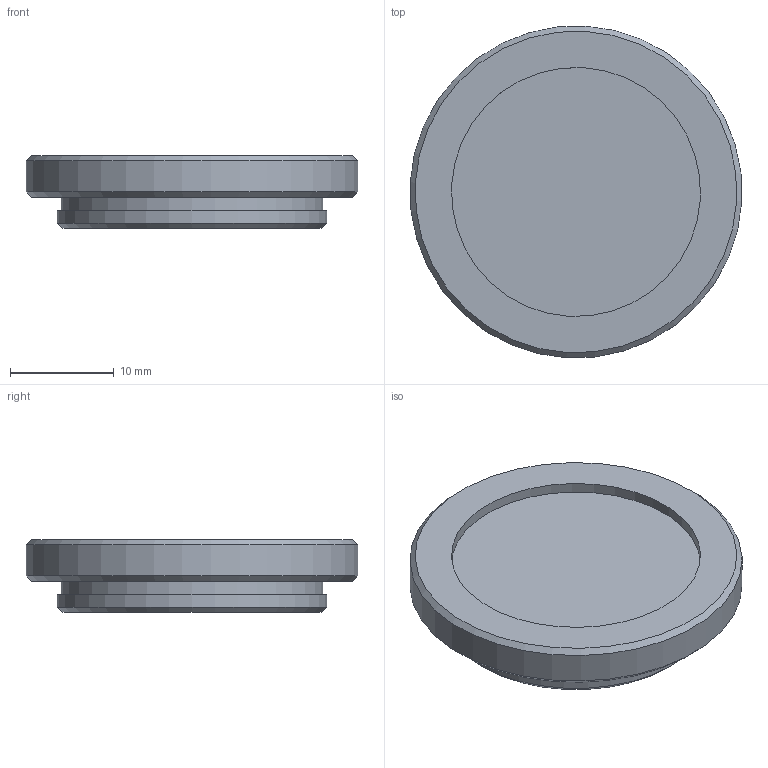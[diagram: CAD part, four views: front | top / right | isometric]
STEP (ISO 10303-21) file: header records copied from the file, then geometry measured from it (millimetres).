
FILE_DESCRIPTION(/* description */ (''),/* implementation_level */ '2;1');
FILE_NAME(/* name */ 'IR_M26x0,5.stp',/* time_stamp */ '2021-05-20T09:44:47+02:00',/* author */ (''),/* organization */ (''),/* preprocessor_version */ 'ST-DEVELOPER v16.5',/* originating_system */ 'Autodesk Inventor 2017',/* authorisation */ '');
FILE_SCHEMA (('AUTOMOTIVE_DESIGN { 1 0 10303 214 3 1 1 }'));
Length unit declared in the file: millimetre
Products named in the file (1): IR_M26x0,5
Bounding box: 31.95 x 31.95 x 7 mm (x, y, z)
Volume: 2275.7 mm3; surface area: 3712.1 mm2
Topology: 1 solids, 2 shells, 29 faces, 49 edges, 31 vertices
Faces by surface type: plane 11, cylinder 10, cone 8
Full cylindrical faces by diameter (mm): 24 x2, 25 x1, 25.1 x1, 25.2 x1, 26 x1, 29.46 x1, 30 x1, 30.6 x1, 32 x1
Entity records: 649 total; most frequent: DIRECTION 116, CARTESIAN_POINT 86, AXIS2_PLACEMENT_3D 58, EDGE_LOOP 56, ORIENTED_EDGE 56, STYLED_ITEM 30, FACE_OUTER_BOUND 29, ADVANCED_FACE 29
